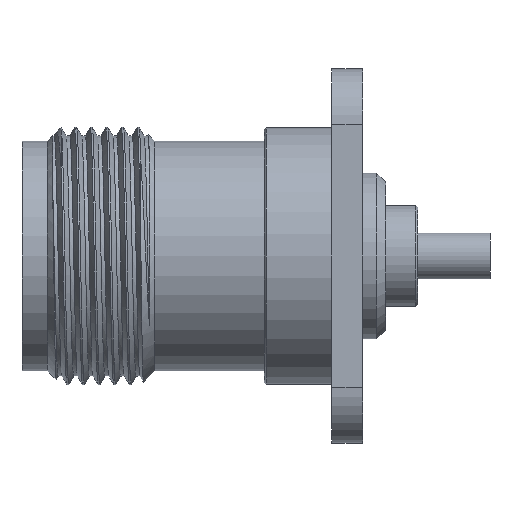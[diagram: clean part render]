
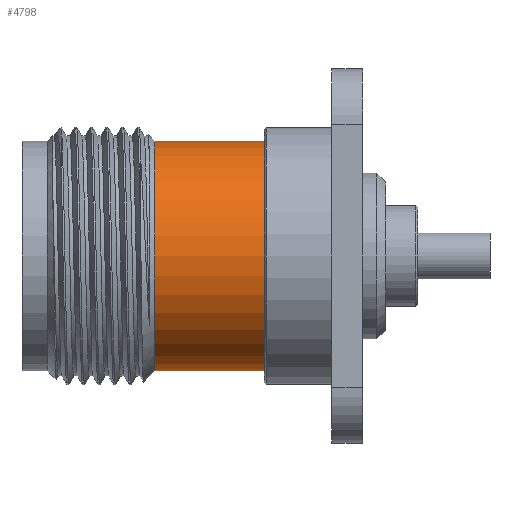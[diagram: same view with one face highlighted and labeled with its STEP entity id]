
A CAD part, front view. The second image highlights one B-rep face of the part: STEP entity #4798.
In plain terms, the highlighted cylindrical face has radius 7.796 mm (diameter 15.592 mm), a partial arc.
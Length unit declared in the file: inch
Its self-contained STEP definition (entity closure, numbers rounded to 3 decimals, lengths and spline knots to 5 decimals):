
#47 = ORIENTED_EDGE ( 'NONE', *, *, #1963, .F. ) ;
#130 = CYLINDRICAL_SURFACE ( 'NONE', #3836, 0.30694 ) ;
#211 = CARTESIAN_POINT ( 'NONE',  ( 0., 0., -0.30694 ) ) ;
#450 = FACE_OUTER_BOUND ( 'NONE', #1947, .T. ) ;
#530 = EDGE_CURVE ( 'NONE', #826, #4859, #1456, .T. ) ;
#569 = DIRECTION ( 'NONE',  ( 0., 0., 1. ) ) ;
#605 = DIRECTION ( 'NONE',  ( 1., 0., 0. ) ) ;
#788 = ORIENTED_EDGE ( 'NONE', *, *, #4348, .T. ) ;
#826 = VERTEX_POINT ( 'NONE', #828 ) ;
#828 = CARTESIAN_POINT ( 'NONE',  ( 0.64704, 0., -0.30694 ) ) ;
#881 = VERTEX_POINT ( 'NONE', #2397 ) ;
#968 = CARTESIAN_POINT ( 'NONE',  ( 0.64704, 0., 0. ) ) ;
#1082 = LINE ( 'NONE', #2297, #2223 ) ;
#1199 = CIRCLE ( 'NONE', #4969, 0.30694 ) ;
#1381 = VECTOR ( 'NONE', #2883, 39.37008 ) ;
#1456 = CIRCLE ( 'NONE', #4992, 0.30694 ) ;
#1947 = EDGE_LOOP ( 'NONE', ( #47, #4117, #4666, #788 ) ) ;
#1963 = EDGE_CURVE ( 'NONE', #826, #3339, #3608, .T. ) ;
#2128 = CARTESIAN_POINT ( 'NONE',  ( 0.35398, 0., -0.30694 ) ) ;
#2223 = VECTOR ( 'NONE', #4635, 39.37008 ) ;
#2297 = CARTESIAN_POINT ( 'NONE',  ( 0., 0., 0.30694 ) ) ;
#2397 = CARTESIAN_POINT ( 'NONE',  ( 0.35398, 0., 0.30694 ) ) ;
#2482 = DIRECTION ( 'NONE',  ( 0., 0., 1. ) ) ;
#2883 = DIRECTION ( 'NONE',  ( -1., 0., 0. ) ) ;
#3028 = DIRECTION ( 'NONE',  ( -1., 0., 0. ) ) ;
#3288 = CARTESIAN_POINT ( 'NONE',  ( 0.35398, 0., 0. ) ) ;
#3339 = VERTEX_POINT ( 'NONE', #2128 ) ;
#3598 = CARTESIAN_POINT ( 'NONE',  ( 0.64704, 0., 0.30694 ) ) ;
#3608 = LINE ( 'NONE', #211, #1381 ) ;
#3634 = EDGE_CURVE ( 'NONE', #4859, #881, #1082, .T. ) ;
#3836 = AXIS2_PLACEMENT_3D ( 'NONE', #4579, #3028, #4949 ) ;
#4117 = ORIENTED_EDGE ( 'NONE', *, *, #530, .T. ) ;
#4348 = EDGE_CURVE ( 'NONE', #881, #3339, #1199, .T. ) ;
#4423 = DIRECTION ( 'NONE',  ( -1., 0., 0. ) ) ;
#4579 = CARTESIAN_POINT ( 'NONE',  ( 0., 0., 0. ) ) ;
#4635 = DIRECTION ( 'NONE',  ( -1., 0., 0. ) ) ;
#4666 = ORIENTED_EDGE ( 'NONE', *, *, #3634, .T. ) ;
#4798 = ADVANCED_FACE ( 'NONE', ( #450 ), #130, .T. ) ;
#4859 = VERTEX_POINT ( 'NONE', #3598 ) ;
#4949 = DIRECTION ( 'NONE',  ( 0., 0., 1. ) ) ;
#4969 = AXIS2_PLACEMENT_3D ( 'NONE', #3288, #605, #2482 ) ;
#4992 = AXIS2_PLACEMENT_3D ( 'NONE', #968, #4423, #569 ) ;
